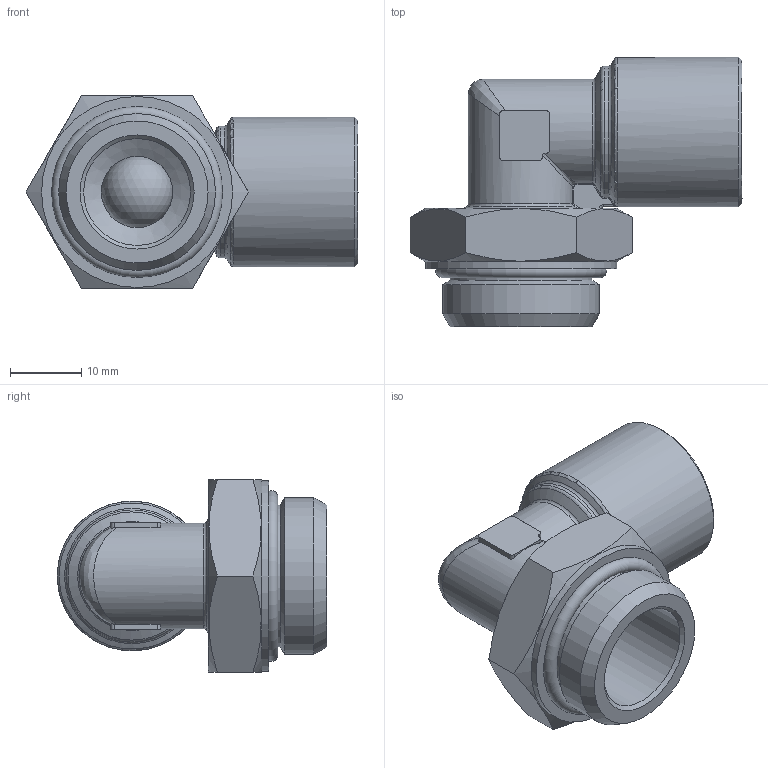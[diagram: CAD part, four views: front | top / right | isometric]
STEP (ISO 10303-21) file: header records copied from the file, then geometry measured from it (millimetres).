
FILE_DESCRIPTION(( 'MAF.16.12.M22X1.5.stp' ), '1');
FILE_NAME( 'MAF.16.12.M22X1.5.stp', '2021-02-19T15:27:10',( 'Sopra'),('sopra-pneumatic.com'), 'SwSTEP 2.0','SolidWorks 2009','' );
FILE_SCHEMA( ( 'AUTOMOTIVE_DESIGN { 1 0 10303 214 1 1 1 1 }' ) );
Length unit declared in the file: millimetre
Products named in the file (3): 011-T004-1-solid1
Bounding box: 46.59 x 37.8 x 27 mm (x, y, z)
Volume: 10881.5 mm3; surface area: 9574.6 mm2
Topology: 3 solids, 3 shells, 415 faces, 1074 edges, 698 vertices
Faces by surface type: plane 180, bspline 155, cylinder 44, cone 20, torus 15, sphere 1
Full cylindrical faces by diameter (mm): 7.4 x1, 8.5 x1, 8.8 x1, 10 x1, 12.15 x1, 12.25 x1, 12.3 x2, 15 x1, 16.2 x1, 16.9 x1, 18 x2, 18.6 x1, 18.8 x1, 19.2 x1, 19.9 x1, 21 x1, 22 x1, 26.8 x1
Entity records: 23161 total; most frequent: CARTESIAN_POINT 10964, ORIENTED_EDGE 2044, DIRECTION 1314, EDGE_CURVE 1022, VERTEX_POINT 694, LINE 546, VECTOR 546, EDGE_LOOP 501
